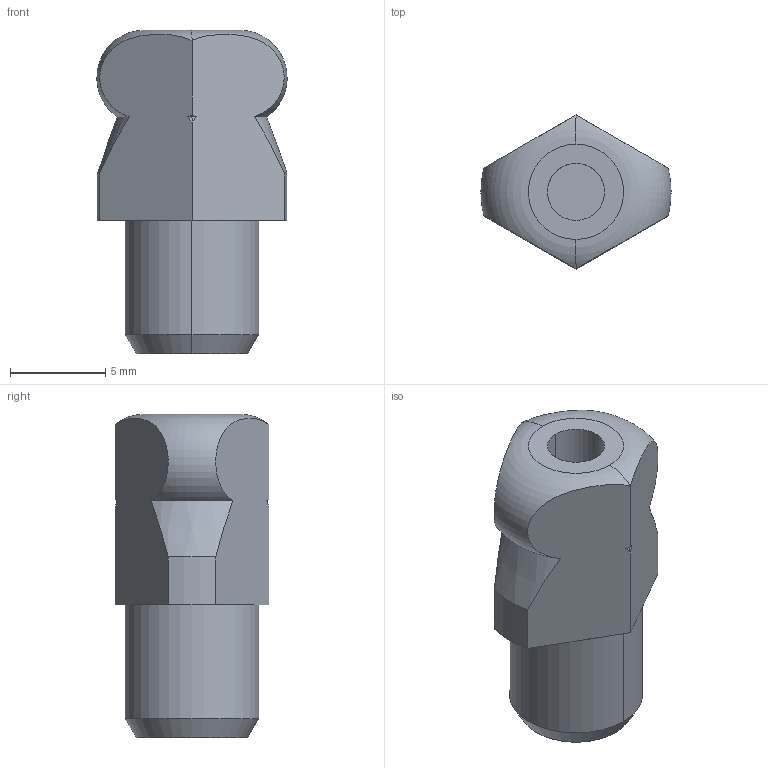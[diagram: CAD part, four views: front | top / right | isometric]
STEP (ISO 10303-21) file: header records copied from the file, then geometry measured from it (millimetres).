
FILE_DESCRIPTION (( 'STEP AP203' ), '1' );
FILE_NAME ('bj793-10001.STEP', '2021-10-25T00:28:54', ( '' ), ( '' ), 'SwSTEP 2.0', 'SolidWorks 2020', '' );
FILE_SCHEMA (( 'CONFIG_CONTROL_DESIGN' ));
Length unit declared in the file: millimetre
Products named in the file (1): bj793-10001
Bounding box: 9.99 x 8.09 x 17 mm (x, y, z)
Volume: 714.7 mm3; surface area: 560.3 mm2
Topology: 1 solids, 1 shells, 27 faces, 61 edges, 38 vertices
Faces by surface type: plane 8, cone 7, cylinder 6, torus 6
Entity records: 974 total; most frequent: CARTESIAN_POINT 299, DIRECTION 127, ORIENTED_EDGE 122, EDGE_CURVE 61, AXIS2_PLACEMENT_3D 54, VERTEX_POINT 38, EDGE_LOOP 29, ADVANCED_FACE 27
